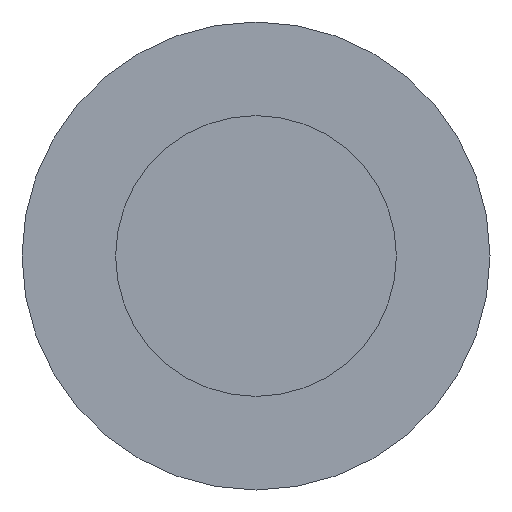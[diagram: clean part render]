
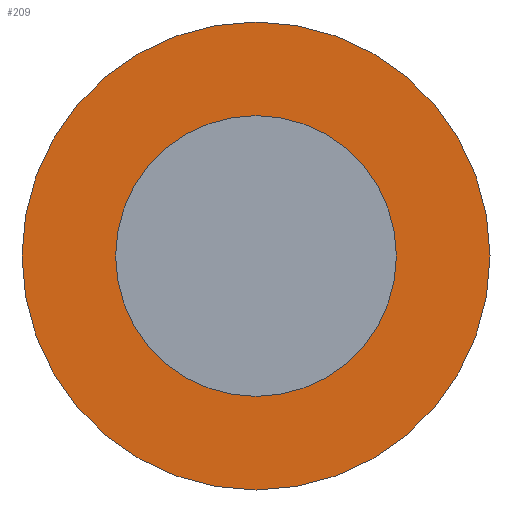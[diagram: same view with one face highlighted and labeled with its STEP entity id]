
A CAD part, front view. The second image highlights one B-rep face of the part: STEP entity #209.
In plain terms, the highlighted planar face has unit normal (0, -1, 0).
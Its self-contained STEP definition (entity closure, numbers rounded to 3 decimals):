
#2 = DIRECTION ( 'NONE',  ( 0., 1., 0. ) ) ;
#3 = VERTEX_POINT ( 'NONE', #30 ) ;
#8 = DIRECTION ( 'NONE',  ( 0., 0., 1. ) ) ;
#22 = CARTESIAN_POINT ( 'NONE',  ( 0., 12.5, 0. ) ) ;
#30 = CARTESIAN_POINT ( 'NONE',  ( 0., 12.5, 2.5 ) ) ;
#33 = DIRECTION ( 'NONE',  ( 0., 0., 1. ) ) ;
#35 = DIRECTION ( 'NONE',  ( 0., 0., 1. ) ) ;
#39 = CIRCLE ( 'NONE', #97, 2.5 ) ;
#41 = EDGE_LOOP ( 'NONE', ( #151, #200 ) ) ;
#43 = AXIS2_PLACEMENT_3D ( 'NONE', #173, #110, #123 ) ;
#47 = DIRECTION ( 'NONE',  ( 0., 0., 1. ) ) ;
#53 = DIRECTION ( 'NONE',  ( 0., 1., 0. ) ) ;
#61 = EDGE_CURVE ( 'NONE', #81, #3, #39, .T. ) ;
#76 = CIRCLE ( 'NONE', #160, 1.5 ) ;
#81 = VERTEX_POINT ( 'NONE', #187 ) ;
#84 = EDGE_CURVE ( 'NONE', #86, #163, #215, .T. ) ;
#86 = VERTEX_POINT ( 'NONE', #220 ) ;
#91 = FACE_OUTER_BOUND ( 'NONE', #41, .T. ) ;
#97 = AXIS2_PLACEMENT_3D ( 'NONE', #116, #2, #47 ) ;
#107 = PLANE ( 'NONE',  #204 ) ;
#110 = DIRECTION ( 'NONE',  ( 0., 1., 0. ) ) ;
#115 = ORIENTED_EDGE ( 'NONE', *, *, #199, .T. ) ;
#116 = CARTESIAN_POINT ( 'NONE',  ( 0., 12.5, 0. ) ) ;
#120 = CARTESIAN_POINT ( 'NONE',  ( 0., 12.5, 1.5 ) ) ;
#123 = DIRECTION ( 'NONE',  ( 0., 0., 1. ) ) ;
#133 = EDGE_CURVE ( 'NONE', #3, #81, #211, .T. ) ;
#141 = DIRECTION ( 'NONE',  ( 0., 1., 0. ) ) ;
#151 = ORIENTED_EDGE ( 'NONE', *, *, #61, .F. ) ;
#154 = CARTESIAN_POINT ( 'NONE',  ( 0., 12.5, 0. ) ) ;
#156 = FACE_BOUND ( 'NONE', #182, .T. ) ;
#160 = AXIS2_PLACEMENT_3D ( 'NONE', #22, #141, #35 ) ;
#162 = ORIENTED_EDGE ( 'NONE', *, *, #84, .T. ) ;
#163 = VERTEX_POINT ( 'NONE', #120 ) ;
#168 = CARTESIAN_POINT ( 'NONE',  ( 0., 12.5, 0. ) ) ;
#169 = DIRECTION ( 'NONE',  ( 0., 1., 0. ) ) ;
#173 = CARTESIAN_POINT ( 'NONE',  ( 0., 12.5, 0. ) ) ;
#182 = EDGE_LOOP ( 'NONE', ( #162, #115 ) ) ;
#187 = CARTESIAN_POINT ( 'NONE',  ( 0., 12.5, -2.5 ) ) ;
#199 = EDGE_CURVE ( 'NONE', #163, #86, #76, .T. ) ;
#200 = ORIENTED_EDGE ( 'NONE', *, *, #133, .F. ) ;
#204 = AXIS2_PLACEMENT_3D ( 'NONE', #168, #53, #8 ) ;
#209 = ADVANCED_FACE ( 'NONE', ( #156, #91 ), #107, .F. ) ;
#211 = CIRCLE ( 'NONE', #216, 2.5 ) ;
#215 = CIRCLE ( 'NONE', #43, 1.5 ) ;
#216 = AXIS2_PLACEMENT_3D ( 'NONE', #154, #169, #33 ) ;
#220 = CARTESIAN_POINT ( 'NONE',  ( 0., 12.5, -1.5 ) ) ;
